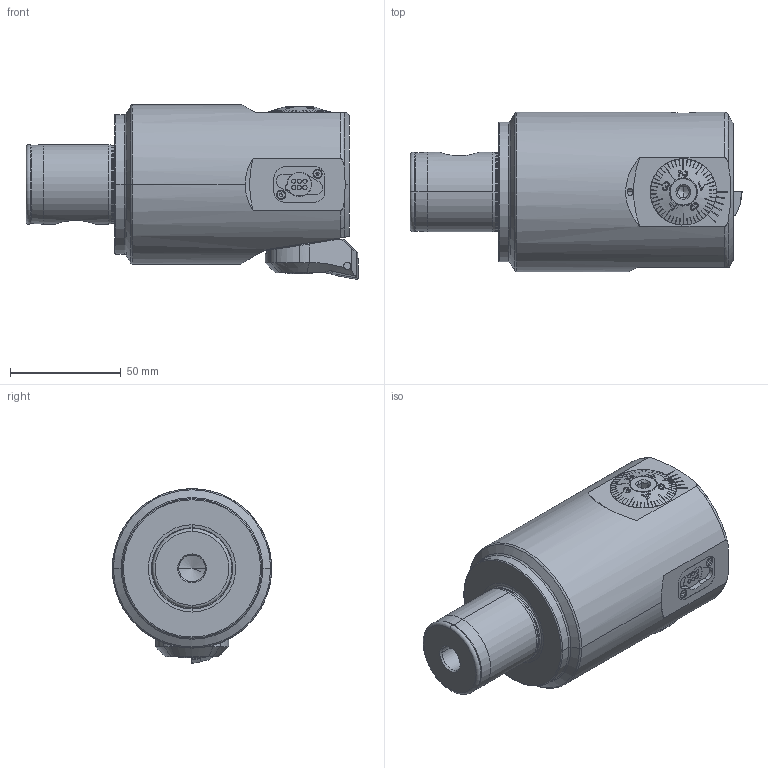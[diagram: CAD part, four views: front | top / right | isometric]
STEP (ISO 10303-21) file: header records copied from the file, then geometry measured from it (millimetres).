
FILE_DESCRIPTION (( 'STEP AP214' ), '1' );
FILE_NAME ('C05.063.087.110.STEP', '2017-04-18T08:25:10', ( 'SWIAdmin' ), ( 'Hewlett-Packard Company' ), 'SwSTEP 2.0', 'SolidWorks 2015', '' );
FILE_SCHEMA (( 'AUTOMOTIVE_DESIGN' ));
Length unit declared in the file: millimetre
Products named in the file (27): WH6-F72.DA1.110_A; ISO 4762 - M2 x 6; PEF-DA1.010.032_A; C05.063.087.110; PEF-DA1.011.017_A; Fxx-BG7.DA1.0xx_A_F72; Klebstoff D10; A55-BG3.011.033_A_gek〉zt; F72-BG1.DA2.030_Standard min; Fxx-MAB.xxx.xxx_A_F72; DIN 3771 - 25x1.5; F72-BG2.015.020_B; F72-BG2.014.020_B; A55-BG2.011.016_D; A55-BG2.012.006_B; A55-BG2.013.005_C; F55-ER1.101.016_A; F72-BG1.DA3.030; F55-WCB.001.013; F55-BG1.012.012_A; CCMT09T304; F72-BG1.DA1.030_B; F55-WCB.001.013_D_fertigbearbeitet; WCB-ER2.001.009_A; Fxx-BG7.DA2.0xx_F72; ISO 4026 - M10 x 16; DIN 3771 - 13x1
Assembly tree (28 placements, depth 4):
  C05.063.087.110
    WH6-F72.DA1.110_A
    ISO 4026 - M10 x 16
    WCB-ER2.001.009_A
    F72-BG1.DA2.030_Standard min
      F72-BG1.DA3.030
        F72-BG1.DA1.030_B
        F55-BG1.012.012_A
      A55-BG2.013.005_C
      A55-BG2.012.006_B
      F72-BG2.015.020_B
        A55-BG2.011.016_D
        F72-BG2.014.020_B
      DIN 3771 - 25x1.5
      Fxx-MAB.xxx.xxx_A_F72
    A55-BG3.011.033_A_gek〉zt
    Klebstoff D10
    Fxx-BG7.DA2.0xx_F72
      Fxx-BG7.DA1.0xx_A_F72
      PEF-DA1.011.017_A
      PEF-DA1.010.032_A
      ISO 4762 - M2 x 6  x2
      DIN 3771 - 13x1
    F55-WCB.001.013
      F55-WCB.001.013_D_fertigbearbeitet
      CCMT09T304
      WCB-ER2.001.009_A
    F55-ER1.101.016_A
Bounding box: 150 x 72 x 78.88 mm (x, y, z)
Volume: 437354.8 mm3; surface area: 73797.1 mm2
Topology: 25 solids, 25 shells, 1091 faces, 2773 edges, 1738 vertices
Faces by surface type: plane 447, cylinder 258, cone 237, torus 98, bspline 47, sphere 4
Entity records: 39755 total; most frequent: CARTESIAN_POINT 10635, ORIENTED_EDGE 5190, DIRECTION 4821, EDGE_CURVE 2595, AXIS2_PLACEMENT_3D 1877, VERTEX_POINT 1645, EDGE_LOOP 1098, LINE 1067
